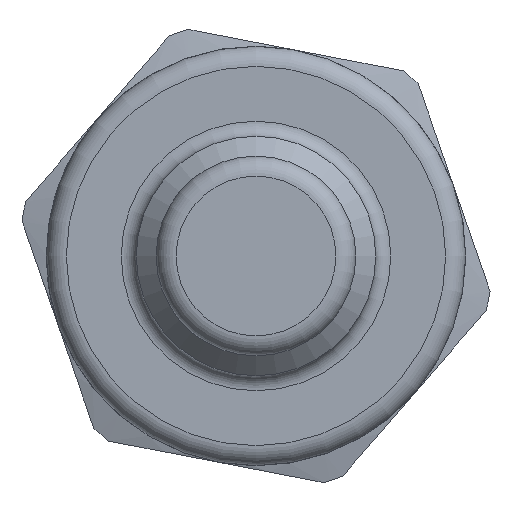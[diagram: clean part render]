
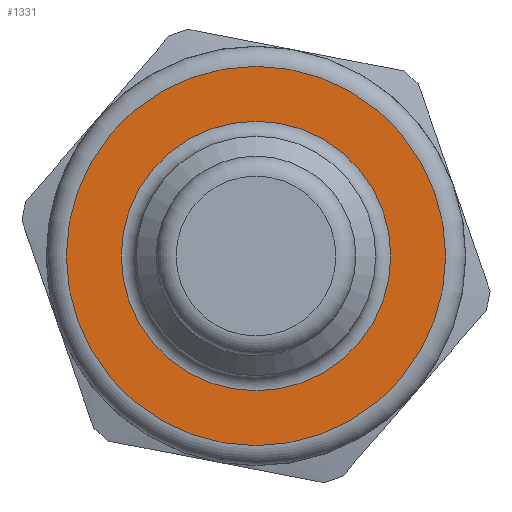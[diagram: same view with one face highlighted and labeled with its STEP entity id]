
A CAD part, left-side view. The second image highlights one B-rep face of the part: STEP entity #1331.
In plain terms, the highlighted planar face has unit normal (-1, 0, 0).
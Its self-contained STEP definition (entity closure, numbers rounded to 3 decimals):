
#1277=CARTESIAN_POINT('',(20.0,9.5,0.0));
#1278=VERTEX_POINT('',#1277);
#1279=CARTESIAN_POINT('',(20.0,0.0,0.0));
#1280=DIRECTION('',(1.0,0.0,0.0));
#1281=DIRECTION('',(0.0,-1.0,0.0));
#1282=AXIS2_PLACEMENT_3D('',#1279,#1280,#1281);
#1283=CIRCLE('',#1282,9.5);
#1284=EDGE_CURVE('',#1278,#1278,#1283,.T.);
#1312=CARTESIAN_POINT('',(20.0,8.25,0.0));
#1313=DIRECTION('',(-1.0,0.0,0.0));
#1314=DIRECTION('',(0.0,0.0,1.0));
#1315=AXIS2_PLACEMENT_3D('',#1312,#1313,#1314);
#1316=PLANE('',#1315);
#1317=ORIENTED_EDGE('',*,*,#1284,.F.);
#1318=EDGE_LOOP('',(#1317));
#1319=FACE_OUTER_BOUND('',#1318,.T.);
#1320=CARTESIAN_POINT('',(20.0,6.75,0.));
#1321=VERTEX_POINT('',#1320);
#1322=CARTESIAN_POINT('',(20.0,0.0,0.0));
#1323=DIRECTION('',(-1.0,0.0,0.0));
#1324=DIRECTION('',(0.0,-1.0,0.0));
#1325=AXIS2_PLACEMENT_3D('',#1322,#1323,#1324);
#1326=CIRCLE('',#1325,6.75);
#1327=EDGE_CURVE('',#1321,#1321,#1326,.T.);
#1328=ORIENTED_EDGE('',*,*,#1327,.F.);
#1329=EDGE_LOOP('',(#1328));
#1330=FACE_BOUND('',#1329,.T.);
#1331=ADVANCED_FACE('',(#1319,#1330),#1316,.T.);
